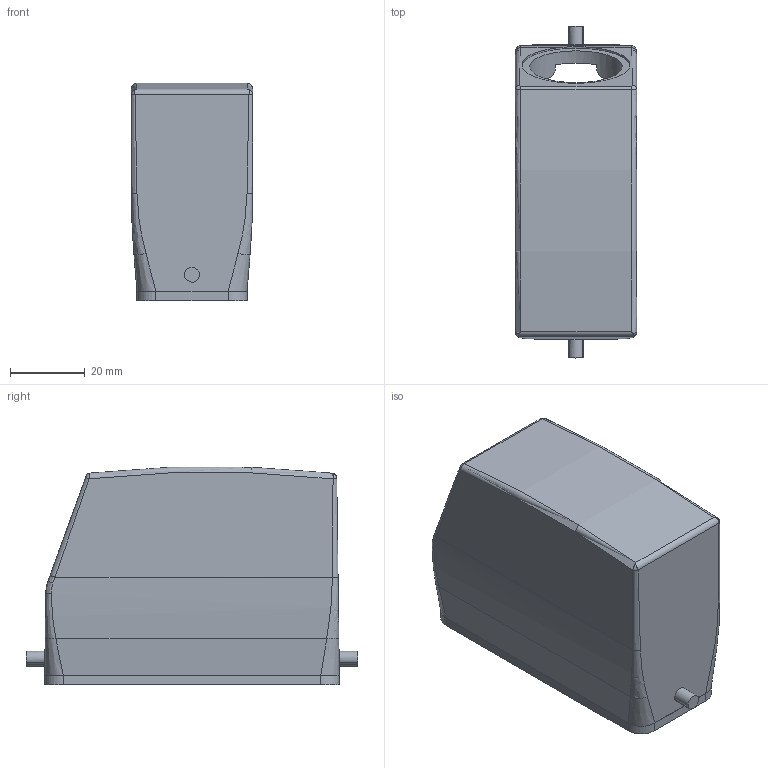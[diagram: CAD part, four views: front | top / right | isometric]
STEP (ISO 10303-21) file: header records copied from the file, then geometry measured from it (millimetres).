
FILE_DESCRIPTION(('CATIA V5 STEP Exchange','CAx-IF Rec.Pracs.--- Model Styling and Organization---1.4--- 2014-01-23'),'2;1');
FILE_NAME ('021691-3_2', '2019-07-25T14:33:25+00:00', ('none'), ('Weidmueller'), 'CATIA Version 5-6 Release 2016 SP3 HF44', 'CATIA V5 STEP AP214', 'none');
FILE_SCHEMA(('AUTOMOTIVE_DESIGN { 1 0 10303 214 1 1 1 1 }'));
Length unit declared in the file: millimetre
Products named in the file (1): 1788740000
Bounding box: 32.5 x 89 x 58.3 mm (x, y, z)
Volume: 47828.4 mm3; surface area: 27317.5 mm2
Topology: 2 solids, 2 shells, 122 faces, 292 edges, 176 vertices
Faces by surface type: plane 59, cylinder 39, bspline 22, torus 2
Entity records: 5455 total; most frequent: CARTESIAN_POINT 2946, ORIENTED_EDGE 580, DIRECTION 349, EDGE_CURVE 290, VERTEX_POINT 176, VECTOR 140, LINE 140, AXIS2_PLACEMENT_3D 138
